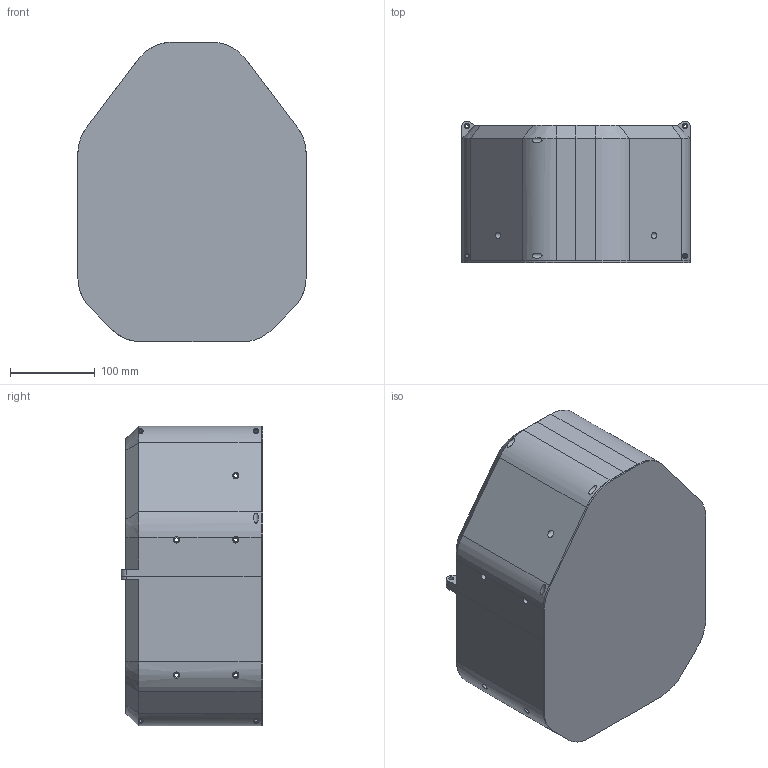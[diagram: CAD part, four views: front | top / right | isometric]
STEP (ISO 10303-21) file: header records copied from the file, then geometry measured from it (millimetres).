
FILE_DESCRIPTION(/* description */ (''),/* implementation_level */ '2;1');
FILE_NAME(/* name */ 'base1.stp',/* time_stamp */ '2019-04-16T17:38:29+01:00',/* author */ (''),/* organization */ (''),/* preprocessor_version */ 'ST-DEVELOPER v18',/* originating_system */ 'Autodesk Translation Framework v8.2.0.1029',/* authorisation */ '');
FILE_SCHEMA (('AUTOMOTIVE_DESIGN { 1 0 10303 214 3 1 1 }'));
Length unit declared in the file: millimetre
Products named in the file (3): Base_Link; Cover; Outer Ring
Assembly tree (2 placements, depth 2):
  Base_Link
    Cover
    Outer Ring
Bounding box: 270 x 167.48 x 354.5 mm (x, y, z)
Volume: 733065.4 mm3; surface area: 649163.9 mm2
Topology: 6 solids, 6 shells, 316 faces, 810 edges, 532 vertices
Faces by surface type: plane 190, cylinder 108, cone 16, bspline 2
Full cylindrical faces by diameter (mm): 3.5 x16, 4.5 x10, 4.9 x4, 6 x8, 7.5 x10, 13 x10, 223 x1, 250 x1
Entity records: 10501 total; most frequent: CARTESIAN_POINT 2491, ORIENTED_EDGE 1620, DIRECTION 1620, EDGE_CURVE 810, AXIS2_PLACEMENT_3D 543, LINE 534, VECTOR 534, VERTEX_POINT 532
